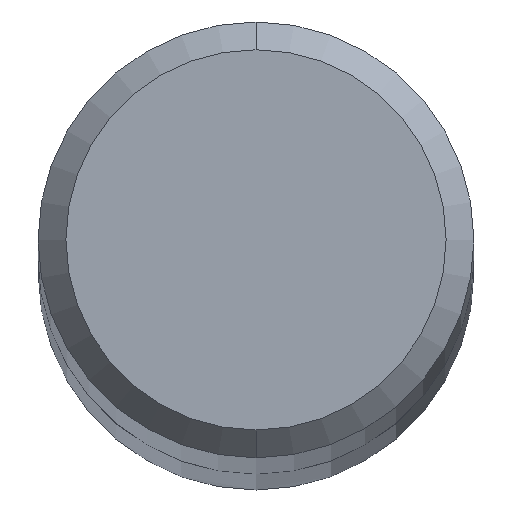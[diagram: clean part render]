
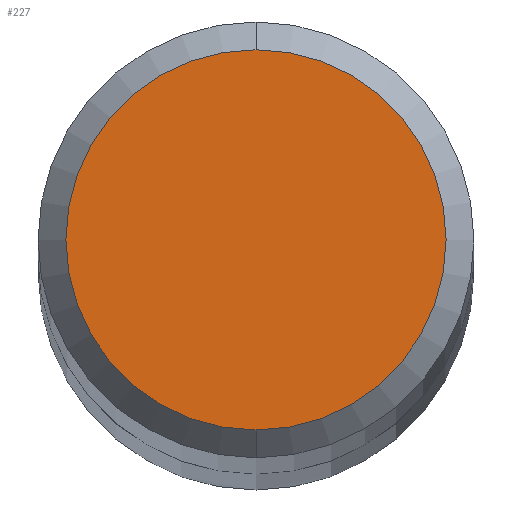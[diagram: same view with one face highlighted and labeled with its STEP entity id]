
A CAD part, top view. The second image highlights one B-rep face of the part: STEP entity #227.
In plain terms, the highlighted planar face has unit normal (0, 0, 1).
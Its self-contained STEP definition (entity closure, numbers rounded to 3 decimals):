
#181=VERTEX_POINT('',#443);
#207=EDGE_CURVE('',#181,#367,#472,.T.);
#215=EDGE_CURVE('',#367,#181,#480,.T.);
#227=ADVANCED_FACE('',(#493),#494,.T.);
#367=VERTEX_POINT('',#648);
#443=CARTESIAN_POINT('',(0.0,2.05,98.0));
#472=CIRCLE('',#820,2.05);
#480=CIRCLE('',#832,2.05);
#493=FACE_OUTER_BOUND('',#865,.T.);
#494=PLANE('',#866);
#648=CARTESIAN_POINT('',(0.,-2.05,98.0));
#820=AXIS2_PLACEMENT_3D('',#1355,#1356,#1357);
#832=AXIS2_PLACEMENT_3D('',#1362,#1363,#1364);
#865=EDGE_LOOP('',(#1374,#1375));
#866=AXIS2_PLACEMENT_3D('',#1376,#1377,#1378);
#1355=CARTESIAN_POINT('',(0.0,0.0,98.0));
#1356=DIRECTION('',(0.0,0.0,-1.0));
#1357=DIRECTION('',(0.0,1.0,0.0));
#1362=CARTESIAN_POINT('',(0.0,0.0,98.0));
#1363=DIRECTION('',(0.0,0.0,-1.0));
#1364=DIRECTION('',(0.0,1.0,0.0));
#1374=ORIENTED_EDGE('',*,*,#207,.F.);
#1375=ORIENTED_EDGE('',*,*,#215,.F.);
#1376=CARTESIAN_POINT('',(0.0,1.025,98.0));
#1377=DIRECTION('',(-0.0,0.0,1.0));
#1378=DIRECTION('',(0.0,-1.0,0.0));
